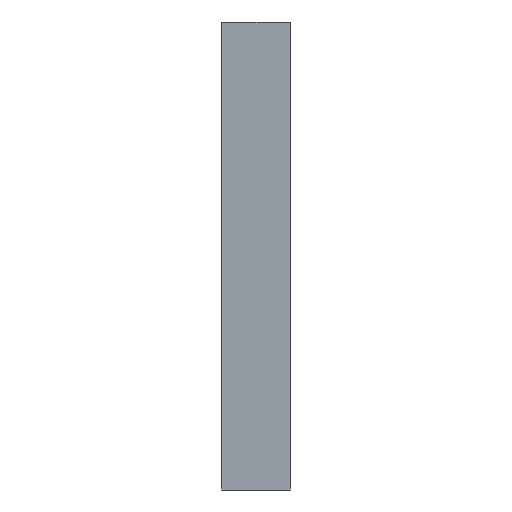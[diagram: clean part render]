
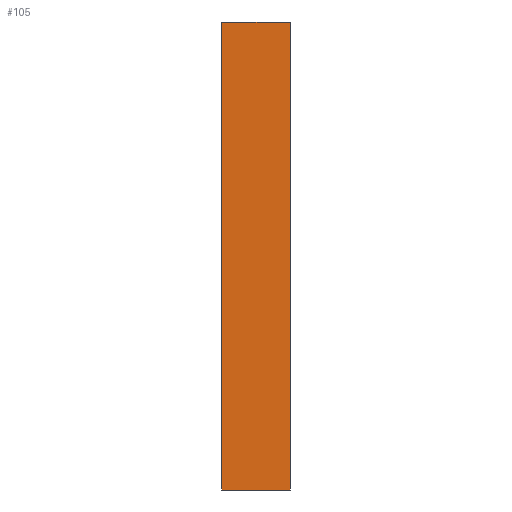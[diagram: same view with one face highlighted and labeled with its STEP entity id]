
A CAD part, left-side view. The second image highlights one B-rep face of the part: STEP entity #105.
In plain terms, the highlighted planar face has unit normal (-1, 0, 0).
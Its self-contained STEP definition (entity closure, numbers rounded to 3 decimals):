
#23 = VECTOR ( 'NONE', #886, 1000. ) ;
#36 = EDGE_CURVE ( 'NONE', #107, #889, #697, .T. ) ;
#40 = EDGE_CURVE ( 'NONE', #1066, #288, #166, .T. ) ;
#47 = CARTESIAN_POINT ( 'NONE',  ( 0., 0., 0. ) ) ;
#69 = EDGE_CURVE ( 'NONE', #1066, #107, #356, .T. ) ;
#93 = DIRECTION ( 'NONE',  ( 1., 0., 0. ) ) ;
#105 = ADVANCED_FACE ( 'NONE', ( #176 ), #170, .F. ) ;
#107 = VERTEX_POINT ( 'NONE', #208 ) ;
#166 = LINE ( 'NONE', #867, #443 ) ;
#170 = PLANE ( 'NONE',  #258 ) ;
#176 = FACE_OUTER_BOUND ( 'NONE', #321, .T. ) ;
#191 = VECTOR ( 'NONE', #871, 1000. ) ;
#208 = CARTESIAN_POINT ( 'NONE',  ( 0., 0., -55. ) ) ;
#258 = AXIS2_PLACEMENT_3D ( 'NONE', #527, #93, #543 ) ;
#288 = VERTEX_POINT ( 'NONE', #698 ) ;
#321 = EDGE_LOOP ( 'NONE', ( #651, #837, #904, #612 ) ) ;
#356 = LINE ( 'NONE', #535, #23 ) ;
#372 = VECTOR ( 'NONE', #610, 1000. ) ;
#397 = EDGE_CURVE ( 'NONE', #288, #889, #447, .T. ) ;
#440 = CARTESIAN_POINT ( 'NONE',  ( 0., 8., 0. ) ) ;
#443 = VECTOR ( 'NONE', #1043, 1000. ) ;
#447 = LINE ( 'NONE', #440, #191 ) ;
#527 = CARTESIAN_POINT ( 'NONE',  ( 0., 8., 0. ) ) ;
#535 = CARTESIAN_POINT ( 'NONE',  ( 0., 8., -55. ) ) ;
#543 = DIRECTION ( 'NONE',  ( 0., 0., -1. ) ) ;
#610 = DIRECTION ( 'NONE',  ( 0., 0., 1. ) ) ;
#612 = ORIENTED_EDGE ( 'NONE', *, *, #69, .T. ) ;
#651 = ORIENTED_EDGE ( 'NONE', *, *, #36, .T. ) ;
#697 = LINE ( 'NONE', #878, #372 ) ;
#698 = CARTESIAN_POINT ( 'NONE',  ( 0., 8., 0. ) ) ;
#767 = CARTESIAN_POINT ( 'NONE',  ( 0., 8., -55. ) ) ;
#837 = ORIENTED_EDGE ( 'NONE', *, *, #397, .F. ) ;
#867 = CARTESIAN_POINT ( 'NONE',  ( 0., 8., 0. ) ) ;
#871 = DIRECTION ( 'NONE',  ( 0., -1., 0. ) ) ;
#878 = CARTESIAN_POINT ( 'NONE',  ( 0., 0., 0. ) ) ;
#886 = DIRECTION ( 'NONE',  ( 0., -1., 0. ) ) ;
#889 = VERTEX_POINT ( 'NONE', #47 ) ;
#904 = ORIENTED_EDGE ( 'NONE', *, *, #40, .F. ) ;
#1043 = DIRECTION ( 'NONE',  ( 0., 0., 1. ) ) ;
#1066 = VERTEX_POINT ( 'NONE', #767 ) ;
